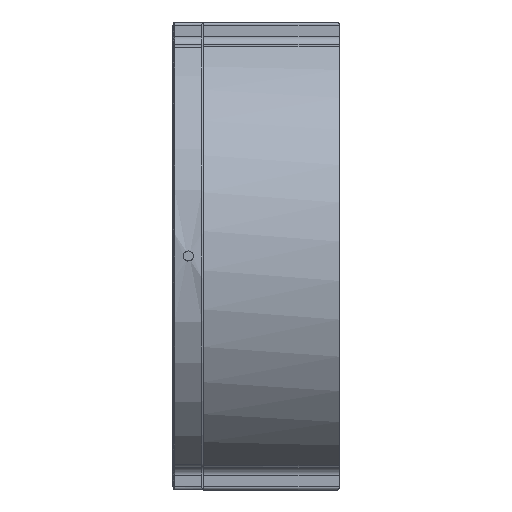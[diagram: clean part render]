
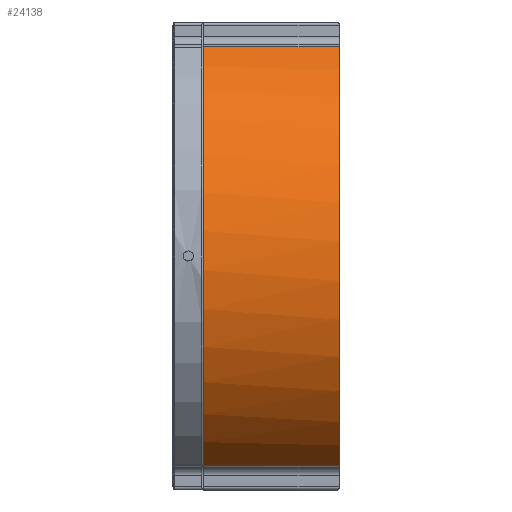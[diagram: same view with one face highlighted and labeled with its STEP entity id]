
A CAD part, left-side view. The second image highlights one B-rep face of the part: STEP entity #24138.
In plain terms, the highlighted cylindrical face has radius 162 mm (diameter 324 mm), a partial arc.
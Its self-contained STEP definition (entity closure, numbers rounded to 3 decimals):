
#24=ELLIPSE('',#25796,164.499,162.);
#28=ELLIPSE('',#25803,164.499,162.);
#2756=FACE_OUTER_BOUND('',#4247,.T.);
#4247=EDGE_LOOP('',(#19556,#19557,#19558,#19559));
#7061=LINE('',#41951,#8825);
#7062=LINE('',#41956,#8826);
#8825=VECTOR('',#29785,10.);
#8826=VECTOR('',#29792,10.);
#10957=VERTEX_POINT('',#41935);
#10958=VERTEX_POINT('',#41937);
#10963=VERTEX_POINT('',#41950);
#10964=VERTEX_POINT('',#41955);
#13948=EDGE_CURVE('',#10957,#10958,#24,.T.);
#13954=EDGE_CURVE('',#10957,#10963,#7061,.T.);
#13957=EDGE_CURVE('',#10958,#10964,#7062,.T.);
#13958=EDGE_CURVE('',#10964,#10963,#28,.T.);
#19556=ORIENTED_EDGE('',*,*,#13957,.F.);
#19557=ORIENTED_EDGE('',*,*,#13948,.F.);
#19558=ORIENTED_EDGE('',*,*,#13954,.T.);
#19559=ORIENTED_EDGE('',*,*,#13958,.F.);
#21772=CYLINDRICAL_SURFACE('',#25802,162.);
#24138=ADVANCED_FACE('',(#2756),#21772,.T.);
#25796=AXIS2_PLACEMENT_3D('',#41938,#29773,#29774);
#25802=AXIS2_PLACEMENT_3D('',#41954,#29790,#29791);
#25803=AXIS2_PLACEMENT_3D('',#41957,#29793,#29794);
#29773=DIRECTION('center_axis',(0.,1.,0.));
#29774=DIRECTION('ref_axis',(-1.,0.,0.));
#29785=DIRECTION('',(0.174,-0.985,0.));
#29790=DIRECTION('center_axis',(-0.174,0.985,0.));
#29791=DIRECTION('ref_axis',(-0.51,-0.09,-0.855));
#29792=DIRECTION('',(0.174,-0.985,0.));
#29793=DIRECTION('center_axis',(0.,-1.,0.));
#29794=DIRECTION('ref_axis',(-1.,0.,0.));
#41935=CARTESIAN_POINT('',(-85.242,0.,-138.553));
#41937=CARTESIAN_POINT('',(-85.242,0.,138.553));
#41938=CARTESIAN_POINT('Origin',(0.,0.,0.));
#41950=CARTESIAN_POINT('',(-69.373,-90.,-138.553));
#41951=CARTESIAN_POINT('',(-73.208,-68.249,-138.553));
#41954=CARTESIAN_POINT('Origin',(9.464,-53.672,0.));
#41955=CARTESIAN_POINT('',(-69.373,-90.,138.553));
#41956=CARTESIAN_POINT('',(-73.208,-68.249,138.553));
#41957=CARTESIAN_POINT('Origin',(15.869,-90.,0.));
